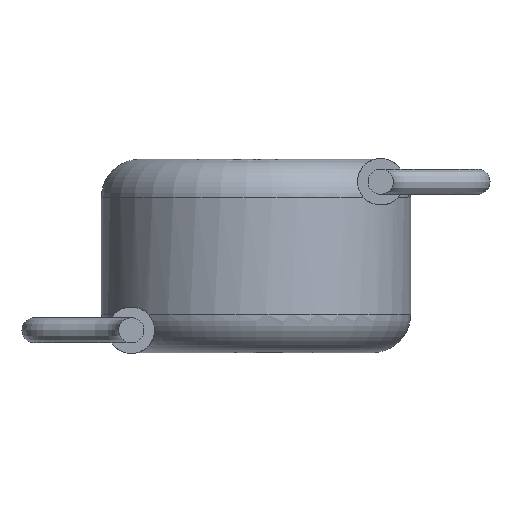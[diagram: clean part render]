
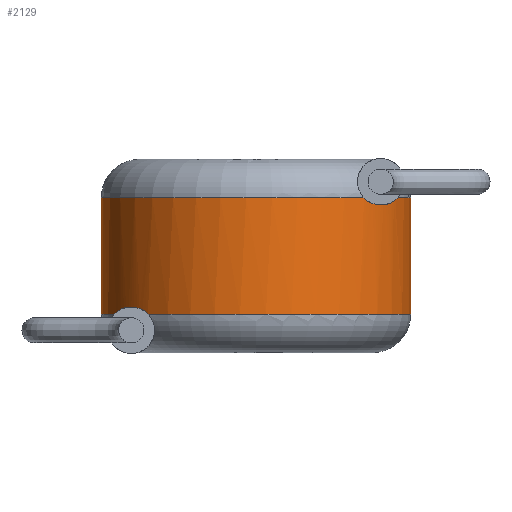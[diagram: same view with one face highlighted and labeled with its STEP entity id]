
A CAD part, front view. The second image highlights one B-rep face of the part: STEP entity #2129.
In plain terms, the highlighted cylindrical face has radius 4 mm (diameter 8 mm), a partial arc.
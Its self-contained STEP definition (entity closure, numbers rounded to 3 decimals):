
#14 = CARTESIAN_POINT ( 'NONE',  ( -4., 0., 1. ) ) ;
#15 = CIRCLE ( 'NONE', #3350, 4. ) ;
#112 = CARTESIAN_POINT ( 'NONE',  ( -2.792, -2.864, 1. ) ) ;
#188 = EDGE_CURVE ( 'NONE', #613, #1633, #4105, .T. ) ;
#192 = DIRECTION ( 'NONE',  ( 0., 0., -1. ) ) ;
#240 = CARTESIAN_POINT ( 'NONE',  ( 3.295, -2.268, 3.823 ) ) ;
#256 = CARTESIAN_POINT ( 'NONE',  ( 3.295, -2.268, 3.823 ) ) ;
#269 = DIRECTION ( 'NONE',  ( 1., 0., 0. ) ) ;
#287 = AXIS2_PLACEMENT_3D ( 'NONE', #4176, #314, #2899 ) ;
#314 = DIRECTION ( 'NONE',  ( 0., 0., -1. ) ) ;
#408 = EDGE_CURVE ( 'NONE', #1633, #760, #3359, .T. ) ;
#426 = CARTESIAN_POINT ( 'NONE',  ( -2.934, -2.721, 1.114 ) ) ;
#544 = CARTESIAN_POINT ( 'NONE',  ( 2.859, -2.799, 3.931 ) ) ;
#583 = DIRECTION ( 'NONE',  ( 0., 0., 1. ) ) ;
#602 = ORIENTED_EDGE ( 'NONE', *, *, #2956, .T. ) ;
#613 = VERTEX_POINT ( 'NONE', #3951 ) ;
#634 = EDGE_CURVE ( 'NONE', #613, #3107, #3673, .T. ) ;
#662 = ORIENTED_EDGE ( 'NONE', *, *, #855, .F. ) ;
#672 = CARTESIAN_POINT ( 'NONE',  ( -3.515, -1.911, 1.11 ) ) ;
#691 = CARTESIAN_POINT ( 'NONE',  ( -3.295, -2.268, 1.177 ) ) ;
#732 = CARTESIAN_POINT ( 'NONE',  ( 0., 0., 1. ) ) ;
#760 = VERTEX_POINT ( 'NONE', #874 ) ;
#776 = VECTOR ( 'NONE', #2319, 1000. ) ;
#783 = CARTESIAN_POINT ( 'NONE',  ( -3.222, -2.37, 1.182 ) ) ;
#784 = DIRECTION ( 'NONE',  ( -1., 0., 0. ) ) ;
#808 = B_SPLINE_CURVE_WITH_KNOTS ( 'NONE', 3,
 ( #1842, #544, #2506, #3808, #4139, #3163 ),
 .UNSPECIFIED., .F., .F.,
 ( 4, 2, 4 ),
 ( 0.002, 0.002, 0.002 ),
 .UNSPECIFIED. ) ;
#855 = EDGE_CURVE ( 'NONE', #1948, #2611, #3441, .T. ) ;
#874 = CARTESIAN_POINT ( 'NONE',  ( -3.295, -2.268, 1.177 ) ) ;
#875 = EDGE_CURVE ( 'NONE', #3179, #3606, #15, .T. ) ;
#912 = DIRECTION ( 'NONE',  ( 0., 0., -1. ) ) ;
#954 = CARTESIAN_POINT ( 'NONE',  ( 3.295, -2.268, 3.823 ) ) ;
#964 = EDGE_CURVE ( 'NONE', #3606, #760, #2045, .T. ) ;
#966 = CARTESIAN_POINT ( 'NONE',  ( 3.562, -1.823, 3.932 ) ) ;
#996 = CARTESIAN_POINT ( 'NONE',  ( 3.515, -1.911, 3.89 ) ) ;
#1040 = CARTESIAN_POINT ( 'NONE',  ( -3.247, -2.336, 1.182 ) ) ;
#1073 = LINE ( 'NONE', #2644, #3186 ) ;
#1145 = CARTESIAN_POINT ( 'NONE',  ( -3.598, -1.747, 1. ) ) ;
#1181 = VERTEX_POINT ( 'NONE', #2261 ) ;
#1202 = CARTESIAN_POINT ( 'NONE',  ( 3.247, -2.336, 3.818 ) ) ;
#1236 = ORIENTED_EDGE ( 'NONE', *, *, #964, .T. ) ;
#1246 = AXIS2_PLACEMENT_3D ( 'NONE', #1762, #192, #784 ) ;
#1253 = CARTESIAN_POINT ( 'NONE',  ( 3.598, -1.747, 4. ) ) ;
#1318 = EDGE_LOOP ( 'NONE', ( #1402, #3881, #3909, #662, #4114, #1493, #602, #2643, #1236, #2619, #2158, #3439 ) ) ;
#1320 = CARTESIAN_POINT ( 'NONE',  ( -3.355, -2.18, 1.17 ) ) ;
#1341 = VERTEX_POINT ( 'NONE', #2904 ) ;
#1343 = EDGE_CURVE ( 'NONE', #1181, #3107, #2986, .T. ) ;
#1374 = CARTESIAN_POINT ( 'NONE',  ( -2.86, -2.799, 1.069 ) ) ;
#1390 = DIRECTION ( 'NONE',  ( 1., 0., 0. ) ) ;
#1402 = ORIENTED_EDGE ( 'NONE', *, *, #1343, .F. ) ;
#1493 = ORIENTED_EDGE ( 'NONE', *, *, #2563, .T. ) ;
#1633 = VERTEX_POINT ( 'NONE', #783 ) ;
#1728 = CIRCLE ( 'NONE', #2961, 4. ) ;
#1762 = CARTESIAN_POINT ( 'NONE',  ( 0., 0., 5. ) ) ;
#1781 = FACE_OUTER_BOUND ( 'NONE', #1318, .T. ) ;
#1826 = VERTEX_POINT ( 'NONE', #2491 ) ;
#1842 = CARTESIAN_POINT ( 'NONE',  ( 2.792, -2.864, 4. ) ) ;
#1851 = CARTESIAN_POINT ( 'NONE',  ( 0., 0., 1. ) ) ;
#1875 = CIRCLE ( 'NONE', #287, 4. ) ;
#1948 = VERTEX_POINT ( 'NONE', #2425 ) ;
#1974 = VERTEX_POINT ( 'NONE', #2793 ) ;
#1976 = DIRECTION ( 'NONE',  ( 0., 0., -1. ) ) ;
#2034 = CARTESIAN_POINT ( 'NONE',  ( -3.154, -2.463, 1.182 ) ) ;
#2045 = B_SPLINE_CURVE_WITH_KNOTS ( 'NONE', 3,
 ( #2911, #2583, #672, #3531, #1320, #3571 ),
 .UNSPECIFIED., .F., .F.,
 ( 4, 2, 4 ),
 ( 0., 0., 0.001 ),
 .UNSPECIFIED. ) ;
#2129 = ADVANCED_FACE ( 'NONE', ( #1781 ), #2930, .T. ) ;
#2158 = ORIENTED_EDGE ( 'NONE', *, *, #188, .F. ) ;
#2217 = EDGE_CURVE ( 'NONE', #1341, #2611, #2542, .T. ) ;
#2261 = CARTESIAN_POINT ( 'NONE',  ( 4., 0., 4. ) ) ;
#2319 = DIRECTION ( 'NONE',  ( 0., 0., -1. ) ) ;
#2340 = CARTESIAN_POINT ( 'NONE',  ( -3.222, -2.37, 1.182 ) ) ;
#2373 = CARTESIAN_POINT ( 'NONE',  ( -3.082, -2.552, 1.17 ) ) ;
#2425 = CARTESIAN_POINT ( 'NONE',  ( 3.222, -2.37, 3.818 ) ) ;
#2456 = CARTESIAN_POINT ( 'NONE',  ( 0., 0., 4. ) ) ;
#2480 = CARTESIAN_POINT ( 'NONE',  ( 3.271, -2.302, 3.82 ) ) ;
#2490 = EDGE_CURVE ( 'NONE', #1974, #1948, #808, .T. ) ;
#2491 = CARTESIAN_POINT ( 'NONE',  ( -4., 0., 4. ) ) ;
#2506 = CARTESIAN_POINT ( 'NONE',  ( 2.934, -2.721, 3.886 ) ) ;
#2529 = CARTESIAN_POINT ( 'NONE',  ( 3.355, -2.18, 3.83 ) ) ;
#2542 = B_SPLINE_CURVE_WITH_KNOTS ( 'NONE', 3,
 ( #1253, #966, #996, #3199, #2529, #954 ),
 .UNSPECIFIED., .F., .F.,
 ( 4, 2, 4 ),
 ( 0., 0., 0.001 ),
 .UNSPECIFIED. ) ;
#2563 = EDGE_CURVE ( 'NONE', #1974, #1826, #1728, .T. ) ;
#2583 = CARTESIAN_POINT ( 'NONE',  ( -3.562, -1.823, 1.068 ) ) ;
#2611 = VERTEX_POINT ( 'NONE', #240 ) ;
#2619 = ORIENTED_EDGE ( 'NONE', *, *, #408, .F. ) ;
#2643 = ORIENTED_EDGE ( 'NONE', *, *, #875, .T. ) ;
#2644 = CARTESIAN_POINT ( 'NONE',  ( -4., 0., 5. ) ) ;
#2793 = CARTESIAN_POINT ( 'NONE',  ( 2.792, -2.864, 4. ) ) ;
#2849 = EDGE_CURVE ( 'NONE', #1181, #1341, #1875, .T. ) ;
#2890 = CARTESIAN_POINT ( 'NONE',  ( 4., 0., 1. ) ) ;
#2899 = DIRECTION ( 'NONE',  ( 1., 0., 0. ) ) ;
#2904 = CARTESIAN_POINT ( 'NONE',  ( 3.598, -1.747, 4. ) ) ;
#2911 = CARTESIAN_POINT ( 'NONE',  ( -3.598, -1.747, 1. ) ) ;
#2930 = CYLINDRICAL_SURFACE ( 'NONE', #1246, 4. ) ;
#2947 = CARTESIAN_POINT ( 'NONE',  ( -3.222, -2.37, 1.182 ) ) ;
#2956 = EDGE_CURVE ( 'NONE', #1826, #3179, #1073, .T. ) ;
#2961 = AXIS2_PLACEMENT_3D ( 'NONE', #2456, #912, #269 ) ;
#2986 = LINE ( 'NONE', #3278, #776 ) ;
#3107 = VERTEX_POINT ( 'NONE', #2890 ) ;
#3136 = CARTESIAN_POINT ( 'NONE',  ( 3.222, -2.37, 3.818 ) ) ;
#3163 = CARTESIAN_POINT ( 'NONE',  ( 3.222, -2.37, 3.818 ) ) ;
#3179 = VERTEX_POINT ( 'NONE', #14 ) ;
#3186 = VECTOR ( 'NONE', #1976, 1000. ) ;
#3199 = CARTESIAN_POINT ( 'NONE',  ( 3.412, -2.09, 3.84 ) ) ;
#3278 = CARTESIAN_POINT ( 'NONE',  ( 4., 0., 5. ) ) ;
#3339 = DIRECTION ( 'NONE',  ( 0., 0., 1. ) ) ;
#3350 = AXIS2_PLACEMENT_3D ( 'NONE', #1851, #583, #4100 ) ;
#3359 = B_SPLINE_CURVE_WITH_KNOTS ( 'NONE', 3,
 ( #2947, #1040, #3821, #691 ),
 .UNSPECIFIED., .F., .F.,
 ( 4, 4 ),
 ( 0.001, 0.001 ),
 .UNSPECIFIED. ) ;
#3439 = ORIENTED_EDGE ( 'NONE', *, *, #634, .T. ) ;
#3441 = B_SPLINE_CURVE_WITH_KNOTS ( 'NONE', 3,
 ( #3136, #1202, #2480, #256 ),
 .UNSPECIFIED., .F., .F.,
 ( 4, 4 ),
 ( 0.002, 0.003 ),
 .UNSPECIFIED. ) ;
#3531 = CARTESIAN_POINT ( 'NONE',  ( -3.412, -2.09, 1.16 ) ) ;
#3571 = CARTESIAN_POINT ( 'NONE',  ( -3.295, -2.268, 1.177 ) ) ;
#3606 = VERTEX_POINT ( 'NONE', #1145 ) ;
#3673 = CIRCLE ( 'NONE', #3851, 4. ) ;
#3808 = CARTESIAN_POINT ( 'NONE',  ( 3.082, -2.553, 3.83 ) ) ;
#3821 = CARTESIAN_POINT ( 'NONE',  ( -3.271, -2.302, 1.18 ) ) ;
#3851 = AXIS2_PLACEMENT_3D ( 'NONE', #732, #3339, #1390 ) ;
#3881 = ORIENTED_EDGE ( 'NONE', *, *, #2849, .T. ) ;
#3909 = ORIENTED_EDGE ( 'NONE', *, *, #2217, .T. ) ;
#3951 = CARTESIAN_POINT ( 'NONE',  ( -2.792, -2.864, 1. ) ) ;
#4100 = DIRECTION ( 'NONE',  ( 1., 0., 0. ) ) ;
#4105 = B_SPLINE_CURVE_WITH_KNOTS ( 'NONE', 3,
 ( #112, #1374, #426, #2373, #2034, #2340 ),
 .UNSPECIFIED., .F., .F.,
 ( 4, 2, 4 ),
 ( 0., 0., 0.001 ),
 .UNSPECIFIED. ) ;
#4114 = ORIENTED_EDGE ( 'NONE', *, *, #2490, .F. ) ;
#4139 = CARTESIAN_POINT ( 'NONE',  ( 3.153, -2.464, 3.818 ) ) ;
#4176 = CARTESIAN_POINT ( 'NONE',  ( 0., 0., 4. ) ) ;
